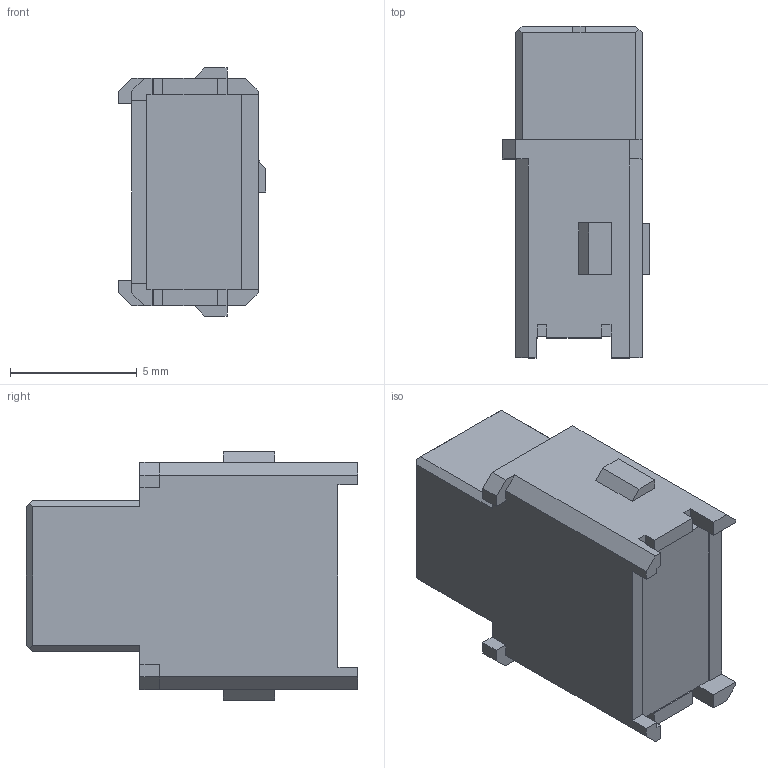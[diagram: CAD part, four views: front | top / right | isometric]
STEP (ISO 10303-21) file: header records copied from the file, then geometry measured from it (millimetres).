
FILE_DESCRIPTION(/* description */ (''),/* implementation_level */ '2;1');
FILE_NAME(/* name */ '_A01PC-body2.ipt.step',/* time_stamp */ '2015-01-02T19:19:57-08:00',/* author */ ('Philip'),/* organization */ (''),/* preprocessor_version */ 'ST-DEVELOPER v15.6',/* originating_system */ 'Autodesk Inventor 2015',/* authorisation */ '');
FILE_SCHEMA (('AUTOMOTIVE_DESIGN { 1 0 10303 214 3 1 1 }'));
Length unit declared in the file: inch
Products named in the file (1): _A01PC-body2
Bounding box: 5.84 x 13.11 x 9.8 mm (x, y, z)
Volume: 484.3 mm3; surface area: 415.6 mm2
Topology: 1 solids, 1 shells, 94 faces, 255 edges, 166 vertices
Faces by surface type: plane 94
Entity records: 2916 total; most frequent: CARTESIAN_POINT 516, ORIENTED_EDGE 510, DIRECTION 445, LINE 255, VECTOR 255, EDGE_CURVE 255, VERTEX_POINT 166, EDGE_LOOP 97
